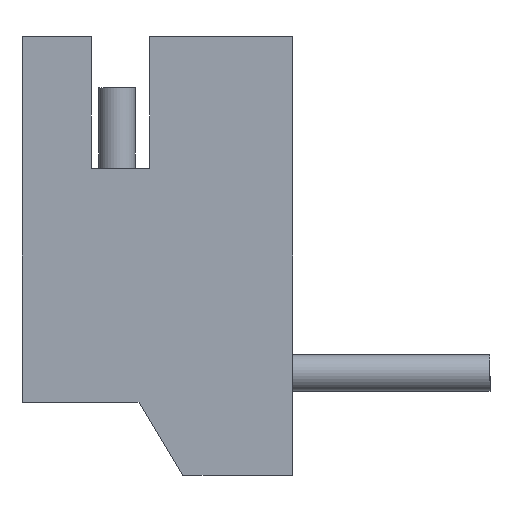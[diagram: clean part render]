
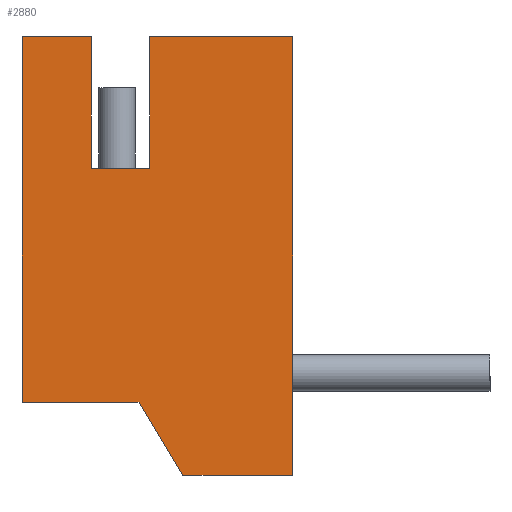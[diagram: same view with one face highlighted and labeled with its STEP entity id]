
A CAD part, left-side view. The second image highlights one B-rep face of the part: STEP entity #2880.
In plain terms, the highlighted planar face has unit normal (-1, 0, 0).
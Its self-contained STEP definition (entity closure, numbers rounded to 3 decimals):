
#1116 = DIRECTION ( 'NONE',  ( 0., -1., 0. ) ) ;
#1117 = VECTOR ( 'NONE', #1116, 1000. ) ;
#1118 = CARTESIAN_POINT ( 'NONE',  ( 6., -2.2, 1. ) ) ;
#1119 = LINE ( 'NONE', #1118, #1117 ) ;
#1121 = CARTESIAN_POINT ( 'NONE',  ( 6., -2.2, 1. ) ) ;
#1122 = DIRECTION ( 'NONE',  ( 0., 0., 1. ) ) ;
#1123 = VECTOR ( 'NONE', #1122, 1000. ) ;
#1124 = CARTESIAN_POINT ( 'NONE',  ( 6., -1.75, 7. ) ) ;
#1125 = LINE ( 'NONE', #1124, #1123 ) ;
#1126 = DIRECTION ( 'NONE',  ( 0., -0.514, -0.857 ) ) ;
#1127 = VECTOR ( 'NONE', #1126, 1000. ) ;
#1128 = CARTESIAN_POINT ( 'NONE',  ( 6., -1.6, 2. ) ) ;
#1154 = LINE ( 'NONE', #1128, #1127 ) ;
#1354 = ORIENTED_EDGE ( 'NONE', *, *, #3030, .T. ) ;
#1355 = ORIENTED_EDGE ( 'NONE', *, *, #2878, .T. ) ;
#1361 = ORIENTED_EDGE ( 'NONE', *, *, #2470, .T. ) ;
#1362 = ORIENTED_EDGE ( 'NONE', *, *, #1363, .T. ) ;
#1363 = EDGE_CURVE ( 'NONE', #2481, #1403, #1154, .T. ) ;
#1382 = EDGE_CURVE ( 'NONE', #2829, #2876, #1125, .T. ) ;
#1383 = ORIENTED_EDGE ( 'NONE', *, *, #1382, .F. ) ;
#1403 = VERTEX_POINT ( 'NONE', #1121 ) ;
#1404 = ORIENTED_EDGE ( 'NONE', *, *, #1405, .T. ) ;
#1405 = EDGE_CURVE ( 'NONE', #1403, #3031, #1119, .T. ) ;
#1539 = ORIENTED_EDGE ( 'NONE', *, *, #2844, .T. ) ;
#2038 = CARTESIAN_POINT ( 'NONE',  ( 6., -3.7, 1. ) ) ;
#2039 = DIRECTION ( 'NONE',  ( 0., 0., 1. ) ) ;
#2040 = VECTOR ( 'NONE', #2039, 1000. ) ;
#2041 = CARTESIAN_POINT ( 'NONE',  ( 6., -3.7, 2. ) ) ;
#2042 = LINE ( 'NONE', #2041, #2040 ) ;
#2043 = CARTESIAN_POINT ( 'NONE',  ( 6., -3.7, 7. ) ) ;
#2275 = VECTOR ( 'NONE', #2391, 1000. ) ;
#2276 = CARTESIAN_POINT ( 'NONE',  ( 6., 0., 2. ) ) ;
#2277 = LINE ( 'NONE', #2276, #2275 ) ;
#2357 = CARTESIAN_POINT ( 'NONE',  ( 6., 0., 2. ) ) ;
#2365 = CARTESIAN_POINT ( 'NONE',  ( 6., -1.6, 2. ) ) ;
#2391 = DIRECTION ( 'NONE',  ( 0., -1., 0. ) ) ;
#2470 = EDGE_CURVE ( 'NONE', #2471, #2481, #2277, .T. ) ;
#2471 = VERTEX_POINT ( 'NONE', #2357 ) ;
#2481 = VERTEX_POINT ( 'NONE', #2365 ) ;
#2541 = CARTESIAN_POINT ( 'NONE',  ( 6., -1.75, 5.2 ) ) ;
#2542 = CARTESIAN_POINT ( 'NONE',  ( 6., -0.95, 5.2 ) ) ;
#2543 = DIRECTION ( 'NONE',  ( 0., -1., 0. ) ) ;
#2544 = VECTOR ( 'NONE', #2543, 1000. ) ;
#2545 = CARTESIAN_POINT ( 'NONE',  ( 6., -0.95, 5.2 ) ) ;
#2546 = LINE ( 'NONE', #2545, #2544 ) ;
#2552 = CARTESIAN_POINT ( 'NONE',  ( 6., 0., 7. ) ) ;
#2553 = CARTESIAN_POINT ( 'NONE',  ( 6., -0.95, 7. ) ) ;
#2554 = DIRECTION ( 'NONE',  ( 0., 1., 0. ) ) ;
#2555 = VECTOR ( 'NONE', #2554, 1000. ) ;
#2556 = CARTESIAN_POINT ( 'NONE',  ( 6., 0., 7. ) ) ;
#2557 = LINE ( 'NONE', #2556, #2555 ) ;
#2576 = DIRECTION ( 'NONE',  ( 0., 0., -1. ) ) ;
#2577 = VECTOR ( 'NONE', #2576, 1000. ) ;
#2578 = CARTESIAN_POINT ( 'NONE',  ( 6., 0., 2. ) ) ;
#2579 = LINE ( 'NONE', #2578, #2577 ) ;
#2623 = DIRECTION ( 'NONE',  ( 0., 1., 0. ) ) ;
#2624 = DIRECTION ( 'NONE',  ( 1., 0., 0. ) ) ;
#2625 = CARTESIAN_POINT ( 'NONE',  ( 6., 0., 7. ) ) ;
#2626 = AXIS2_PLACEMENT_3D ( 'NONE', #2625, #2624, #2623 ) ;
#2628 = PLANE ( 'NONE',  #2626 ) ;
#2643 = FACE_OUTER_BOUND ( 'NONE', #2879, .T. ) ;
#2644 = DIRECTION ( 'NONE',  ( 0., 1., 0. ) ) ;
#2645 = VECTOR ( 'NONE', #2644, 1000. ) ;
#2646 = CARTESIAN_POINT ( 'NONE',  ( 6., 0., 7. ) ) ;
#2647 = LINE ( 'NONE', #2646, #2645 ) ;
#2649 = CARTESIAN_POINT ( 'NONE',  ( 6., -1.75, 7. ) ) ;
#2680 = DIRECTION ( 'NONE',  ( 0., 0., -1. ) ) ;
#2681 = VECTOR ( 'NONE', #2680, 1000. ) ;
#2682 = CARTESIAN_POINT ( 'NONE',  ( 6., -0.95, 7. ) ) ;
#2683 = LINE ( 'NONE', #2682, #2681 ) ;
#2826 = ORIENTED_EDGE ( 'NONE', *, *, #2827, .F. ) ;
#2827 = EDGE_CURVE ( 'NONE', #2828, #2829, #2546, .T. ) ;
#2828 = VERTEX_POINT ( 'NONE', #2542 ) ;
#2829 = VERTEX_POINT ( 'NONE', #2541 ) ;
#2830 = ORIENTED_EDGE ( 'NONE', *, *, #2831, .F. ) ;
#2831 = EDGE_CURVE ( 'NONE', #2845, #2828, #2683, .T. ) ;
#2844 = EDGE_CURVE ( 'NONE', #2845, #2846, #2557, .T. ) ;
#2845 = VERTEX_POINT ( 'NONE', #2553 ) ;
#2846 = VERTEX_POINT ( 'NONE', #2552 ) ;
#2860 = EDGE_CURVE ( 'NONE', #2846, #2471, #2579, .T. ) ;
#2876 = VERTEX_POINT ( 'NONE', #2649 ) ;
#2878 = EDGE_CURVE ( 'NONE', #3028, #2876, #2647, .T. ) ;
#2879 = EDGE_LOOP ( 'NONE', ( #2826, #2830, #1539, #3098, #1361, #1362, #1404, #1354, #1355, #1383 ) ) ;
#2880 = ADVANCED_FACE ( 'NONE', ( #2643 ), #2628, .F. ) ;
#3028 = VERTEX_POINT ( 'NONE', #2043 ) ;
#3030 = EDGE_CURVE ( 'NONE', #3031, #3028, #2042, .T. ) ;
#3031 = VERTEX_POINT ( 'NONE', #2038 ) ;
#3098 = ORIENTED_EDGE ( 'NONE', *, *, #2860, .T. ) ;
